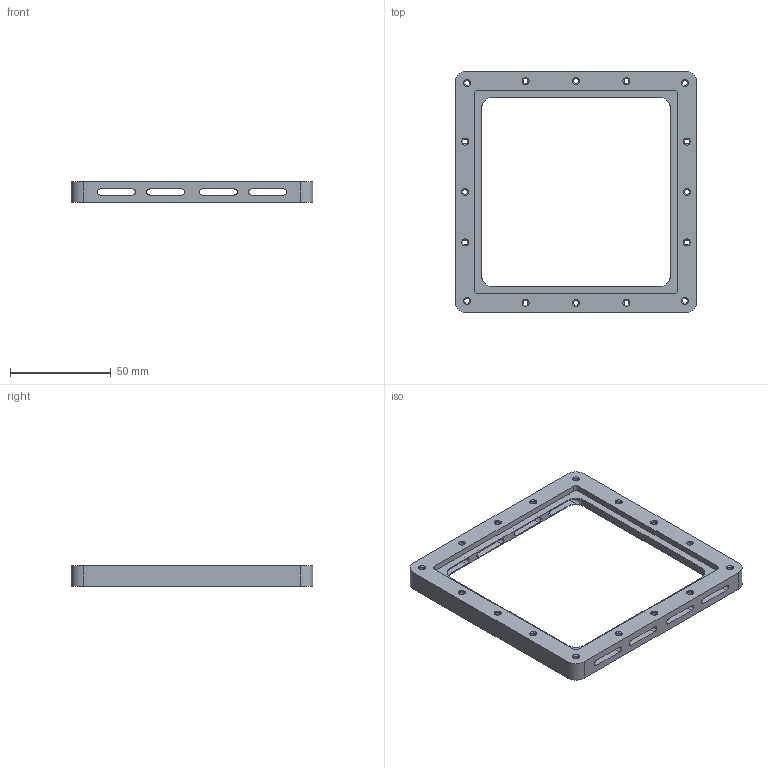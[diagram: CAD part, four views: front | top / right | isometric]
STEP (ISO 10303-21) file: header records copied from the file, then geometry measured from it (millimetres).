
FILE_DESCRIPTION (( 'STEP AP203' ), '1' );
FILE_NAME ('Window_Support.STEP', '2023-04-26T10:21:22', ( '' ), ( '' ), 'SwSTEP 2.0', 'SolidWorks 2018', '' );
FILE_SCHEMA (( 'CONFIG_CONTROL_DESIGN' ));
Length unit declared in the file: millimetre
Products named in the file (1): Window_Support
Bounding box: 120 x 120 x 10 mm (x, y, z)
Volume: 40660.7 mm3; surface area: 24224.5 mm2
Topology: 1 solids, 1 shells, 168 faces, 436 edges, 268 vertices
Faces by surface type: cylinder 68, cone 64, plane 36
Entity records: 5381 total; most frequent: DIRECTION 962, CARTESIAN_POINT 961, ORIENTED_EDGE 872, EDGE_CURVE 436, AXIS2_PLACEMENT_3D 365, VERTEX_POINT 268, VECTOR 232, LINE 232
